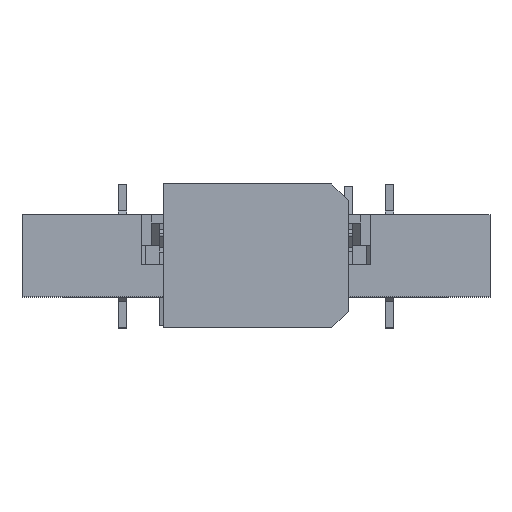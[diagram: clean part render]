
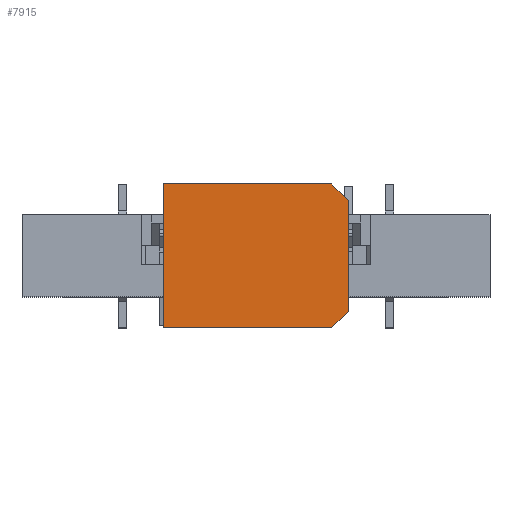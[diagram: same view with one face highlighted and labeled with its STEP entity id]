
A CAD part, top view. The second image highlights one B-rep face of the part: STEP entity #7915.
In plain terms, the highlighted planar face has unit normal (0, 0, 1).
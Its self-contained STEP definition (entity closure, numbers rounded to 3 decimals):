
#2090=ORIENTED_EDGE('',*,*,#3421,.T.);
#2091=ORIENTED_EDGE('',*,*,#3422,.T.);
#2092=ORIENTED_EDGE('',*,*,#3423,.T.);
#2093=ORIENTED_EDGE('',*,*,#3424,.F.);
#2094=ORIENTED_EDGE('',*,*,#3419,.F.);
#2095=ORIENTED_EDGE('',*,*,#3425,.T.);
#3419=EDGE_CURVE('',#4218,#4219,#5255,.T.);
#3421=EDGE_CURVE('',#4220,#4221,#5257,.T.);
#3422=EDGE_CURVE('',#4221,#4222,#5258,.T.);
#3423=EDGE_CURVE('',#4222,#4223,#5259,.T.);
#3424=EDGE_CURVE('',#4219,#4223,#5260,.T.);
#3425=EDGE_CURVE('',#4218,#4220,#5261,.T.);
#4218=VERTEX_POINT('',#12397);
#4219=VERTEX_POINT('',#12399);
#4220=VERTEX_POINT('',#12403);
#4221=VERTEX_POINT('',#12404);
#4222=VERTEX_POINT('',#12406);
#4223=VERTEX_POINT('',#12408);
#5255=LINE('',#12398,#6333);
#5257=LINE('',#12402,#6335);
#5258=LINE('',#12405,#6336);
#5259=LINE('',#12407,#6337);
#5260=LINE('',#12409,#6338);
#5261=LINE('',#12410,#6339);
#6333=VECTOR('',#10139,1000.);
#6335=VECTOR('',#10143,1000.);
#6336=VECTOR('',#10144,1000.);
#6337=VECTOR('',#10145,1000.);
#6338=VECTOR('',#10146,1000.);
#6339=VECTOR('',#10147,1000.);
#6795=EDGE_LOOP('',(#2090,#2091,#2092,#2093,#2094,#2095));
#7181=FACE_BOUND('',#6795,.T.);
#7546=PLANE('',#8409);
#7915=ADVANCED_FACE('',(#7181),#7546,.T.);
#8409=AXIS2_PLACEMENT_3D('',#12401,#10141,#10142);
#10139=DIRECTION('',(-1.,0.,0.));
#10141=DIRECTION('',(0.,0.,1.));
#10142=DIRECTION('',(1.,0.,0.));
#10143=DIRECTION('',(0.,1.,0.));
#10144=DIRECTION('',(-0.707,0.707,0.));
#10145=DIRECTION('',(-1.,0.,0.));
#10146=DIRECTION('',(0.,1.,0.));
#10147=DIRECTION('',(0.707,0.707,0.));
#12397=CARTESIAN_POINT('',(1.845,-1.75,0.3));
#12398=CARTESIAN_POINT('',(2.25,-1.75,0.3));
#12399=CARTESIAN_POINT('',(-2.25,-1.75,0.3));
#12401=CARTESIAN_POINT('',(2.25,-1.75,0.3));
#12402=CARTESIAN_POINT('',(2.25,-1.75,0.3));
#12403=CARTESIAN_POINT('',(2.25,-1.345,0.3));
#12404=CARTESIAN_POINT('',(2.25,1.345,0.3));
#12405=CARTESIAN_POINT('',(3.798,-0.203,0.3));
#12406=CARTESIAN_POINT('',(1.845,1.75,0.3));
#12407=CARTESIAN_POINT('',(2.25,1.75,0.3));
#12408=CARTESIAN_POINT('',(-2.25,1.75,0.3));
#12409=CARTESIAN_POINT('',(-2.25,-1.75,0.3));
#12410=CARTESIAN_POINT('',(2.048,-1.548,0.3));
